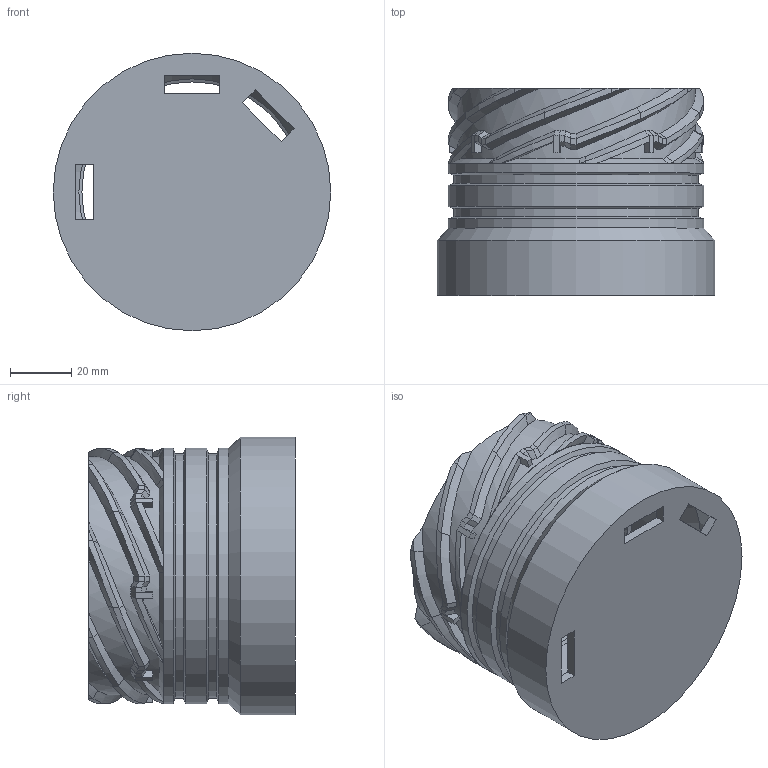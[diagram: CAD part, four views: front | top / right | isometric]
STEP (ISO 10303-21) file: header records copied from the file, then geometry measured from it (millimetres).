
FILE_DESCRIPTION(/* description */ (''),/* implementation_level */ '2;1');
FILE_NAME(/* name */ 'Thread.step',/* time_stamp */ '2022-08-22T16:55:15+02:00',/* author */ (''),/* organization */ (''),/* preprocessor_version */ 'ST-DEVELOPER v19',/* originating_system */ 'Autodesk Translation Framework v11.7.0.108',/* authorisation */ '');
FILE_SCHEMA (('AUTOMOTIVE_DESIGN { 1 0 10303 214 3 1 1 }'));
Length unit declared in the file: millimetre
Products named in the file (2): Thread; SpiralPrint
Assembly tree (1 placements, depth 2):
  Thread
    SpiralPrint
Bounding box: 90.75 x 67.64 x 90.75 mm (x, y, z)
Volume: 82836.9 mm3; surface area: 53382.6 mm2
Topology: 2 solids, 2 shells, 267 faces, 643 edges, 381 vertices
Faces by surface type: bspline 176, plane 41, cylinder 26, cone 24
Full cylindrical faces by diameter (mm): 72 x2, 74 x1, 80 x2, 83.563 x3, 84.75 x1, 90.75 x1
Entity records: 11440 total; most frequent: CARTESIAN_POINT 6414, ORIENTED_EDGE 1286, EDGE_CURVE 643, DIRECTION 580, VERTEX_POINT 381, B_SPLINE_CURVE_WITH_KNOTS 360, EDGE_LOOP 276, FACE_OUTER_BOUND 267
